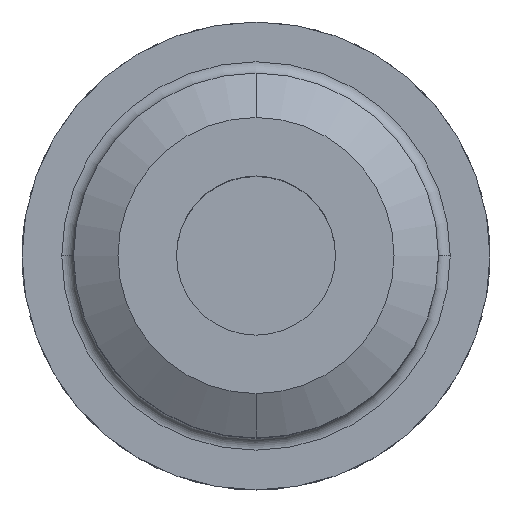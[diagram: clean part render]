
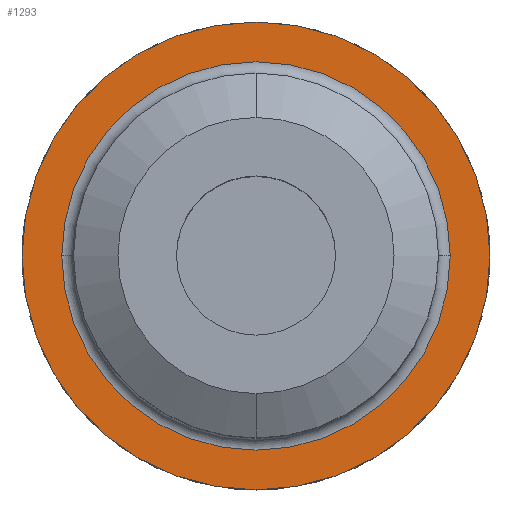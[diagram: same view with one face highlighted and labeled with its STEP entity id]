
A CAD part, top view. The second image highlights one B-rep face of the part: STEP entity #1293.
In plain terms, the highlighted planar face has unit normal (0, 0, 1).
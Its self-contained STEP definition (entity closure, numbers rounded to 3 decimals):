
#2 = DIRECTION ( 'NONE',  ( -1., 0., 0. ) ) ;
#6 = ORIENTED_EDGE ( 'NONE', *, *, #26, .T. ) ;
#26 = EDGE_CURVE ( 'NONE', #1607, #903, #1190, .T. ) ;
#37 = AXIS2_PLACEMENT_3D ( 'NONE', #457, #1670, #2 ) ;
#69 = CIRCLE ( 'NONE', #1244, 41.5 ) ;
#123 = DIRECTION ( 'NONE',  ( 0., 0., -1. ) ) ;
#241 = ORIENTED_EDGE ( 'NONE', *, *, #461, .T. ) ;
#457 = CARTESIAN_POINT ( 'NONE',  ( 0., 0., 38. ) ) ;
#461 = EDGE_CURVE ( 'NONE', #903, #1607, #69, .T. ) ;
#481 = CARTESIAN_POINT ( 'NONE',  ( -41.5, 0., 38. ) ) ;
#593 = DIRECTION ( 'NONE',  ( -1., 0., 0. ) ) ;
#659 = ORIENTED_EDGE ( 'NONE', *, *, #1218, .F. ) ;
#791 = EDGE_CURVE ( 'NONE', #1167, #928, #1498, .T. ) ;
#854 = ORIENTED_EDGE ( 'NONE', *, *, #791, .F. ) ;
#891 = AXIS2_PLACEMENT_3D ( 'NONE', #1629, #123, #593 ) ;
#893 = EDGE_LOOP ( 'NONE', ( #659, #854 ) ) ;
#903 = VERTEX_POINT ( 'NONE', #1738 ) ;
#928 = VERTEX_POINT ( 'NONE', #1589 ) ;
#935 = DIRECTION ( 'NONE',  ( -1., 0., 0. ) ) ;
#1155 = CARTESIAN_POINT ( 'NONE',  ( 50., 0., 38. ) ) ;
#1167 = VERTEX_POINT ( 'NONE', #1155 ) ;
#1190 = CIRCLE ( 'NONE', #1484, 41.5 ) ;
#1211 = PLANE ( 'NONE',  #37 ) ;
#1218 = EDGE_CURVE ( 'NONE', #928, #1167, #1227, .T. ) ;
#1227 = CIRCLE ( 'NONE', #1341, 50. ) ;
#1244 = AXIS2_PLACEMENT_3D ( 'NONE', #1694, #1385, #935 ) ;
#1293 = ADVANCED_FACE ( 'NONE', ( #1473, #1349 ), #1211, .F. ) ;
#1341 = AXIS2_PLACEMENT_3D ( 'NONE', #1799, #1805, #1359 ) ;
#1349 = FACE_OUTER_BOUND ( 'NONE', #893, .T. ) ;
#1359 = DIRECTION ( 'NONE',  ( -1., 0., 0. ) ) ;
#1385 = DIRECTION ( 'NONE',  ( 0., 0., -1. ) ) ;
#1473 = FACE_BOUND ( 'NONE', #1575, .T. ) ;
#1484 = AXIS2_PLACEMENT_3D ( 'NONE', #1696, #1711, #1555 ) ;
#1498 = CIRCLE ( 'NONE', #891, 50. ) ;
#1555 = DIRECTION ( 'NONE',  ( -1., 0., 0. ) ) ;
#1575 = EDGE_LOOP ( 'NONE', ( #6, #241 ) ) ;
#1589 = CARTESIAN_POINT ( 'NONE',  ( -50., 0., 38. ) ) ;
#1607 = VERTEX_POINT ( 'NONE', #481 ) ;
#1629 = CARTESIAN_POINT ( 'NONE',  ( 0., 0., 38. ) ) ;
#1670 = DIRECTION ( 'NONE',  ( 0., 0., -1. ) ) ;
#1694 = CARTESIAN_POINT ( 'NONE',  ( 0., 0., 38. ) ) ;
#1696 = CARTESIAN_POINT ( 'NONE',  ( 0., 0., 38. ) ) ;
#1711 = DIRECTION ( 'NONE',  ( 0., 0., -1. ) ) ;
#1738 = CARTESIAN_POINT ( 'NONE',  ( 41.5, 0., 38. ) ) ;
#1799 = CARTESIAN_POINT ( 'NONE',  ( 0., 0., 38. ) ) ;
#1805 = DIRECTION ( 'NONE',  ( 0., 0., -1. ) ) ;
